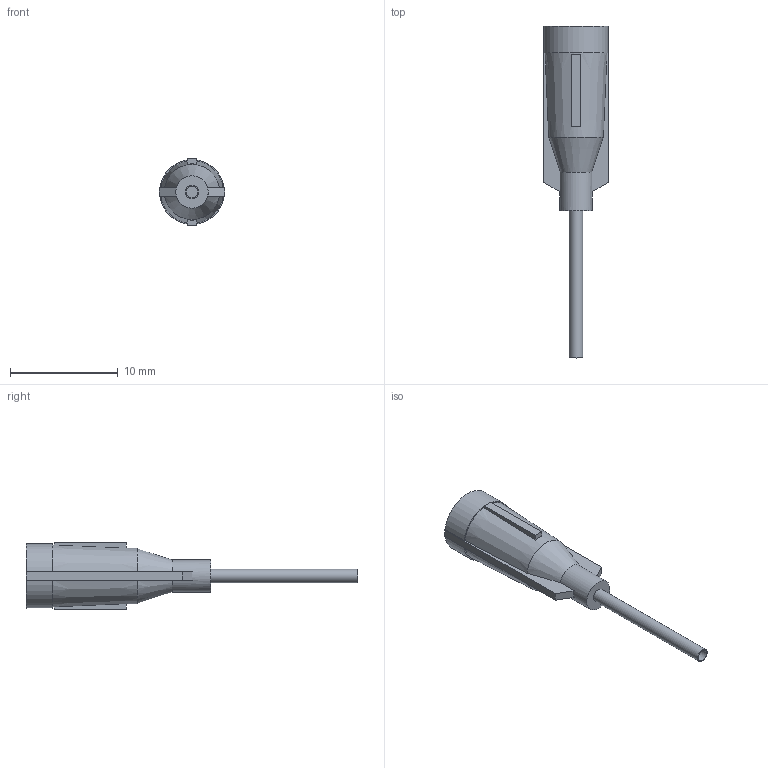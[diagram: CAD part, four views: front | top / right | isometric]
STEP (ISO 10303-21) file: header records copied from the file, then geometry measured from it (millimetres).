
FILE_DESCRIPTION(/* description */ ('Alibre Inc.'),/* implementation_level */ '2;1');
FILE_NAME(/* name */ 'export0',/* time_stamp */ '2015-07-05T23:09:05+12:00',/* author */ (''),/* organization */ (''),/* preprocessor_version */ 'ST-DEVELOPER v14',/* originating_system */ 'Alibre',/* authorisation */ '');
FILE_SCHEMA (('CONFIG_CONTROL_DESIGN'));
Length unit declared in the file: centimetre
Products named in the file (1): ID_1
Bounding box: 6.04 x 30.8 x 6.2 mm (x, y, z)
Volume: 228.3 mm3; surface area: 554.9 mm2
Topology: 1 solids, 1 shells, 35 faces, 86 edges, 58 vertices
Faces by surface type: plane 25, cylinder 6, cone 4
Full cylindrical faces by diameter (mm): 1.1 x1, 1.26 x1, 3 x1, 4 x1
Entity records: 992 total; most frequent: CARTESIAN_POINT 183, ORIENTED_EDGE 158, DIRECTION 117, EDGE_CURVE 79, VERTEX_POINT 55, AXIS2_PLACEMENT_3D 48, VECTOR 44, LINE 44
